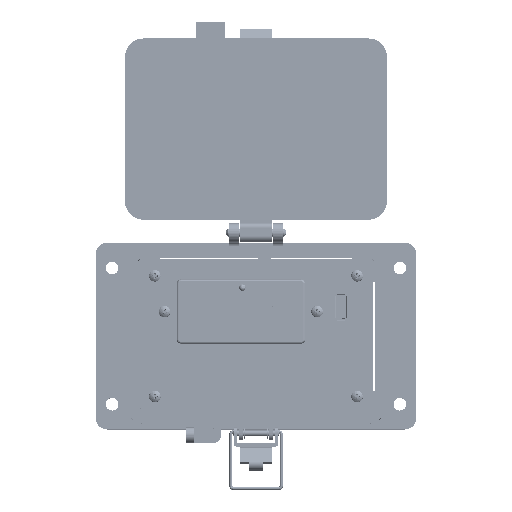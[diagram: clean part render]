
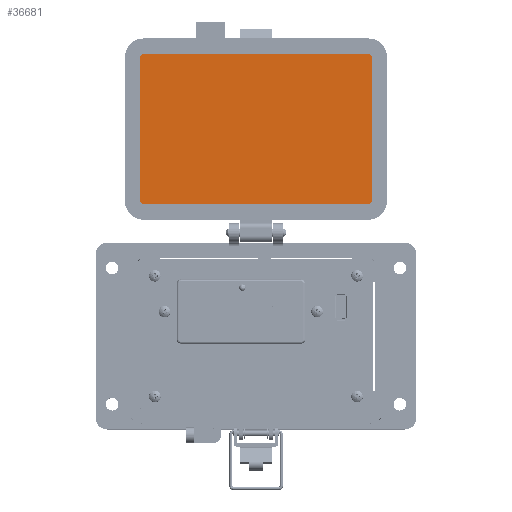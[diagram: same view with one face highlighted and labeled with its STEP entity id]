
A CAD part, top view. The second image highlights one B-rep face of the part: STEP entity #36681.
In plain terms, the highlighted planar face has unit normal (0, 0, 1).
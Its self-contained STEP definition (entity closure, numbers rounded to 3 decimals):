
#2558 = CARTESIAN_POINT ( 'NONE',  ( 57.717, 145.119, 8.694 ) ) ;
#3118 = DIRECTION ( 'NONE',  ( 0., -1., 0. ) ) ;
#3500 = CARTESIAN_POINT ( 'NONE',  ( 59.502, 69.55, 8.694 ) ) ;
#7344 = VERTEX_POINT ( 'NONE', #115725 ) ;
#8057 = CARTESIAN_POINT ( 'NONE',  ( -57.72, 143.334, 8.694 ) ) ;
#11065 = CARTESIAN_POINT ( 'NONE',  ( -57.72, 145.119, 8.694 ) ) ;
#12035 = AXIS2_PLACEMENT_3D ( 'NONE', #45387, #133716, #58047 ) ;
#13929 = ORIENTED_EDGE ( 'NONE', *, *, #46178, .F. ) ;
#15241 = DIRECTION ( 'NONE',  ( 1., 0., 0. ) ) ;
#17285 = DIRECTION ( 'NONE',  ( 0., -1., 0. ) ) ;
#19731 = CARTESIAN_POINT ( 'NONE',  ( -59.505, 143.334, 8.694 ) ) ;
#20730 = DIRECTION ( 'NONE',  ( 0., -1., 0. ) ) ;
#22115 = CARTESIAN_POINT ( 'NONE',  ( -30.745, 145.119, 8.694 ) ) ;
#24880 = CIRCLE ( 'NONE', #12035, 1.785 ) ;
#32079 = FACE_OUTER_BOUND ( 'NONE', #52924, .T. ) ;
#34949 = DIRECTION ( 'NONE',  ( 0., -1., 0. ) ) ;
#36681 = ADVANCED_FACE ( 'NONE', ( #32079 ), #47063, .T. ) ;
#37300 = EDGE_CURVE ( 'NONE', #7344, #131150, #43478, .T. ) ;
#39537 = VECTOR ( 'NONE', #126857, 1000. ) ;
#40849 = CIRCLE ( 'NONE', #68655, 1.785 ) ;
#40927 = EDGE_CURVE ( 'NONE', #98009, #132303, #72839, .T. ) ;
#43286 = EDGE_CURVE ( 'NONE', #132303, #7344, #24880, .T. ) ;
#43478 = LINE ( 'NONE', #139619, #39537 ) ;
#43766 = CARTESIAN_POINT ( 'NONE',  ( -57.72, 67.765, 8.694 ) ) ;
#45387 = CARTESIAN_POINT ( 'NONE',  ( 57.717, 69.55, 8.694 ) ) ;
#46178 = EDGE_CURVE ( 'NONE', #134276, #64020, #40849, .T. ) ;
#47063 = PLANE ( 'NONE',  #77510 ) ;
#52924 = EDGE_LOOP ( 'NONE', ( #13929, #104654, #82128, #78512, #140174, #140020, #124838, #152590 ) ) ;
#58047 = DIRECTION ( 'NONE',  ( 0., -1., 0. ) ) ;
#59836 = CARTESIAN_POINT ( 'NONE',  ( 57.717, 143.334, 8.694 ) ) ;
#62874 = EDGE_CURVE ( 'NONE', #131150, #104280, #111663, .T. ) ;
#64020 = VERTEX_POINT ( 'NONE', #11065 ) ;
#65641 = LINE ( 'NONE', #133619, #162626 ) ;
#68655 = AXIS2_PLACEMENT_3D ( 'NONE', #8057, #96398, #20730 ) ;
#72510 = DIRECTION ( 'NONE',  ( 0., -1., 0. ) ) ;
#72839 = LINE ( 'NONE', #80214, #102466 ) ;
#73119 = AXIS2_PLACEMENT_3D ( 'NONE', #154500, #78756, #3118 ) ;
#74530 = EDGE_CURVE ( 'NONE', #90908, #98009, #121358, .T. ) ;
#77510 = AXIS2_PLACEMENT_3D ( 'NONE', #22115, #110571, #34949 ) ;
#78512 = ORIENTED_EDGE ( 'NONE', *, *, #37300, .F. ) ;
#78756 = DIRECTION ( 'NONE',  ( 0., 0., -1. ) ) ;
#80214 = CARTESIAN_POINT ( 'NONE',  ( 59.502, 69.55, 8.694 ) ) ;
#82128 = ORIENTED_EDGE ( 'NONE', *, *, #62874, .F. ) ;
#83054 = VECTOR ( 'NONE', #15241, 1000. ) ;
#90632 = EDGE_CURVE ( 'NONE', #104280, #134276, #65641, .T. ) ;
#90908 = VERTEX_POINT ( 'NONE', #138578 ) ;
#96398 = DIRECTION ( 'NONE',  ( 0., 0., -1. ) ) ;
#98009 = VERTEX_POINT ( 'NONE', #115835 ) ;
#102466 = VECTOR ( 'NONE', #17285, 1000. ) ;
#104280 = VERTEX_POINT ( 'NONE', #147834 ) ;
#104654 = ORIENTED_EDGE ( 'NONE', *, *, #90632, .F. ) ;
#110571 = DIRECTION ( 'NONE',  ( 0., 0., 1. ) ) ;
#111663 = CIRCLE ( 'NONE', #73119, 1.785 ) ;
#115725 = CARTESIAN_POINT ( 'NONE',  ( 57.717, 67.765, 8.694 ) ) ;
#115835 = CARTESIAN_POINT ( 'NONE',  ( 59.502, 143.334, 8.694 ) ) ;
#116322 = AXIS2_PLACEMENT_3D ( 'NONE', #59836, #148231, #72510 ) ;
#121358 = CIRCLE ( 'NONE', #116322, 1.785 ) ;
#122889 = EDGE_CURVE ( 'NONE', #64020, #90908, #150411, .T. ) ;
#124838 = ORIENTED_EDGE ( 'NONE', *, *, #74530, .F. ) ;
#126857 = DIRECTION ( 'NONE',  ( -1., 0., 0. ) ) ;
#131150 = VERTEX_POINT ( 'NONE', #43766 ) ;
#132303 = VERTEX_POINT ( 'NONE', #3500 ) ;
#133619 = CARTESIAN_POINT ( 'NONE',  ( -59.505, 143.334, 8.694 ) ) ;
#133716 = DIRECTION ( 'NONE',  ( 0., 0., -1. ) ) ;
#134276 = VERTEX_POINT ( 'NONE', #19731 ) ;
#138578 = CARTESIAN_POINT ( 'NONE',  ( 57.717, 145.119, 8.694 ) ) ;
#139619 = CARTESIAN_POINT ( 'NONE',  ( -57.72, 67.765, 8.694 ) ) ;
#140020 = ORIENTED_EDGE ( 'NONE', *, *, #40927, .F. ) ;
#140174 = ORIENTED_EDGE ( 'NONE', *, *, #43286, .F. ) ;
#146394 = DIRECTION ( 'NONE',  ( 0., 1., 0. ) ) ;
#147834 = CARTESIAN_POINT ( 'NONE',  ( -59.505, 69.55, 8.694 ) ) ;
#148231 = DIRECTION ( 'NONE',  ( 0., 0., -1. ) ) ;
#150411 = LINE ( 'NONE', #2558, #83054 ) ;
#152590 = ORIENTED_EDGE ( 'NONE', *, *, #122889, .F. ) ;
#154500 = CARTESIAN_POINT ( 'NONE',  ( -57.72, 69.55, 8.694 ) ) ;
#162626 = VECTOR ( 'NONE', #146394, 1000. ) ;
